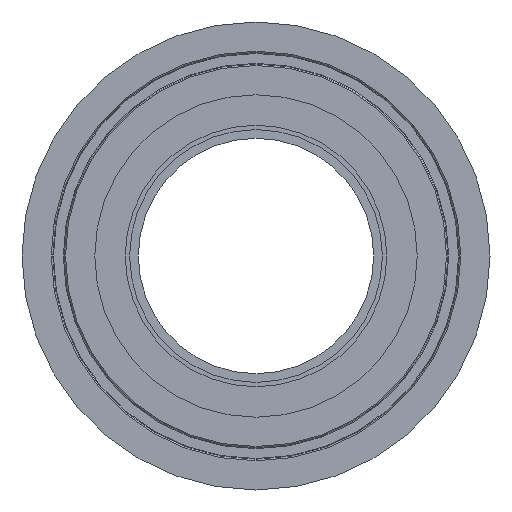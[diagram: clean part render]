
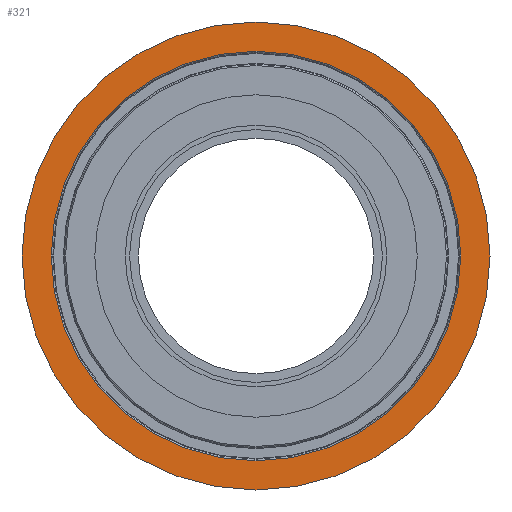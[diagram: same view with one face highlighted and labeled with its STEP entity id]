
A CAD part, front view. The second image highlights one B-rep face of the part: STEP entity #321.
In plain terms, the highlighted conical face has half-angle 89.996 degrees and reference radius 50.219 mm.
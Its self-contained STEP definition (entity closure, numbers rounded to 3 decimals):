
#24=LINE('',#550,#37);
#37=VECTOR('',#431,50.219);
#50=CONICAL_SURFACE('',#363,50.219,1.571);
#64=FACE_OUTER_BOUND('',#85,.T.);
#85=EDGE_LOOP('',(#231,#232,#233,#234,#235));
#110=CIRCLE('',#358,46.989);
#111=CIRCLE('',#359,46.989);
#114=CIRCLE('',#364,53.699);
#143=VERTEX_POINT('',#537);
#144=VERTEX_POINT('',#539);
#147=VERTEX_POINT('',#549);
#174=EDGE_CURVE('',#143,#144,#110,.T.);
#175=EDGE_CURVE('',#144,#143,#111,.T.);
#179=EDGE_CURVE('',#144,#147,#24,.T.);
#180=EDGE_CURVE('',#147,#147,#114,.T.);
#231=ORIENTED_EDGE('',*,*,#175,.F.);
#232=ORIENTED_EDGE('',*,*,#179,.T.);
#233=ORIENTED_EDGE('',*,*,#180,.T.);
#234=ORIENTED_EDGE('',*,*,#179,.F.);
#235=ORIENTED_EDGE('',*,*,#174,.F.);
#321=ADVANCED_FACE('',(#64),#50,.T.);
#358=AXIS2_PLACEMENT_3D('',#540,#418,#419);
#359=AXIS2_PLACEMENT_3D('',#541,#420,#421);
#363=AXIS2_PLACEMENT_3D('',#548,#429,#430);
#364=AXIS2_PLACEMENT_3D('',#551,#432,#433);
#418=DIRECTION('center_axis',(0.,-1.,0.));
#419=DIRECTION('ref_axis',(-1.,0.,0.));
#420=DIRECTION('center_axis',(0.,-1.,0.));
#421=DIRECTION('ref_axis',(-1.,0.,0.));
#429=DIRECTION('center_axis',(0.,1.,0.));
#430=DIRECTION('ref_axis',(1.,0.,0.));
#431=DIRECTION('',(-1.,0.,0.));
#432=DIRECTION('center_axis',(0.,-1.,0.));
#433=DIRECTION('ref_axis',(1.,0.,0.));
#537=CARTESIAN_POINT('',(0.,1.,46.989));
#539=CARTESIAN_POINT('',(-46.989,1.,0.));
#540=CARTESIAN_POINT('Origin',(0.,1.,0.));
#541=CARTESIAN_POINT('Origin',(0.,1.,0.));
#548=CARTESIAN_POINT('Origin',(0.,1.,0.));
#549=CARTESIAN_POINT('',(-53.699,1.,0.));
#550=CARTESIAN_POINT('',(-50.219,1.,0.));
#551=CARTESIAN_POINT('Origin',(0.,1.,0.));
